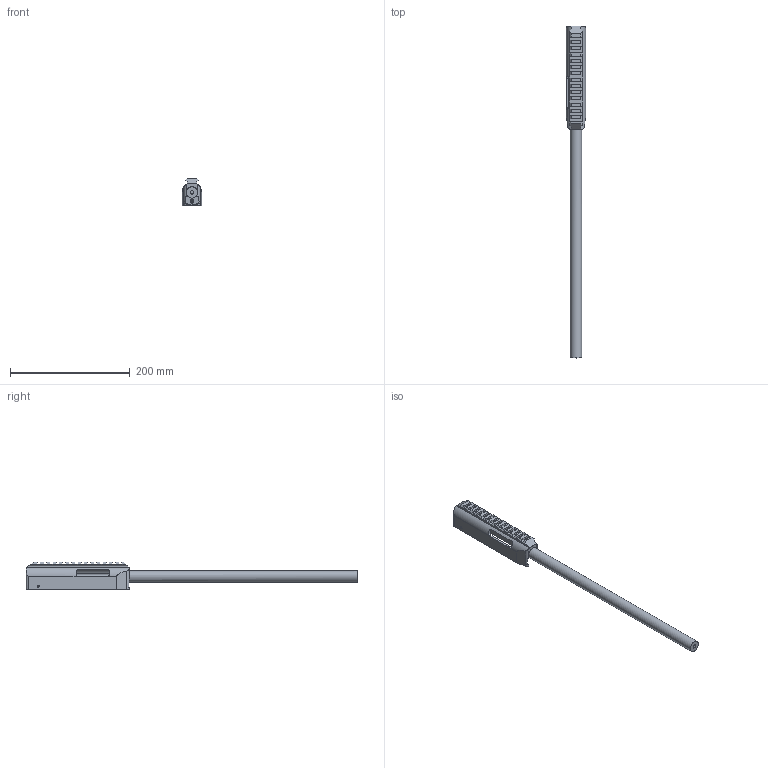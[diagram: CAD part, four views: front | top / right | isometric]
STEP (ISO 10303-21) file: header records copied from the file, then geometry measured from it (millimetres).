
FILE_DESCRIPTION(/* description */ (''),/* implementation_level */ '2;1');
FILE_NAME(/* name */ '597 v16.step',/* time_stamp */ '2023-03-16T02:29:11-04:00',/* author */ (''),/* organization */ (''),/* preprocessor_version */ 'ST-DEVELOPER v19.2',/* originating_system */ 'Autodesk Translation Framework v11.17.0.187',/* authorisation */ '');
FILE_SCHEMA (('AUTOMOTIVE_DESIGN { 1 0 10303 214 3 1 1 }'));
Length unit declared in the file: millimetre
Products named in the file (4): 597; 3 - Barrel; 22 - Barrel Clamp; 597 Receiver Stand-in
Assembly tree (3 placements, depth 2):
  597
    3 - Barrel
    22 - Barrel Clamp
    597 Receiver Stand-in
Bounding box: 32.5 x 554.9 x 45.71 mm (x, y, z)
Volume: 193655 mm3; surface area: 75290.2 mm2
Topology: 3 solids, 3 shells, 202 faces, 561 edges, 361 vertices
Faces by surface type: plane 168, cylinder 34
Full cylindrical faces by diameter (mm): 3.5 x2, 3.8 x1, 4 x3, 4.1 x1, 4.46 x2, 5.8 x1, 6.3 x1, 8 x1, 19 x1
Entity records: 6729 total; most frequent: CARTESIAN_POINT 1378, ORIENTED_EDGE 1124, DIRECTION 1040, EDGE_CURVE 562, LINE 452, VECTOR 452, VERTEX_POINT 361, AXIS2_PLACEMENT_3D 294
